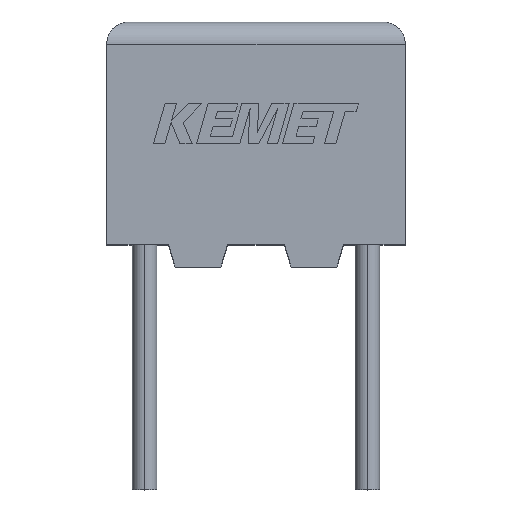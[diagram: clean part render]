
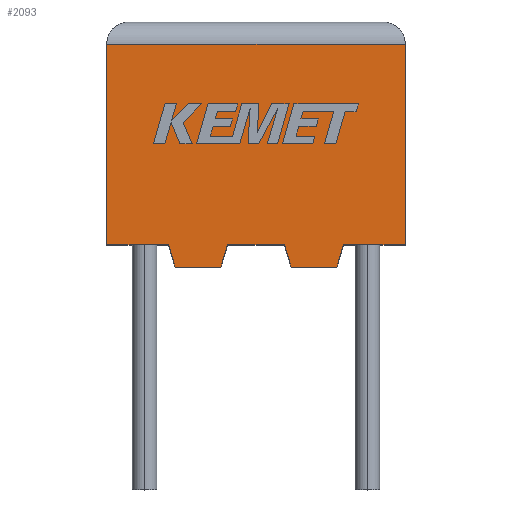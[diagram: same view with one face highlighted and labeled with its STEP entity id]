
A CAD part, top view. The second image highlights one B-rep face of the part: STEP entity #2093.
In plain terms, the highlighted planar face has unit normal (0, 0, 1).
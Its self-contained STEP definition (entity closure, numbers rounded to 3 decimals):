
#15 = ORIENTED_EDGE ( 'NONE', *, *, #1189, .T. ) ;
#61 = VECTOR ( 'NONE', #856, 1000. ) ;
#65 = LINE ( 'NONE', #3011, #332 ) ;
#75 = VERTEX_POINT ( 'NONE', #1806 ) ;
#76 = CARTESIAN_POINT ( 'NONE',  ( 0., 0., 4. ) ) ;
#134 = CARTESIAN_POINT ( 'NONE',  ( 0., 0., 4. ) ) ;
#137 = AXIS2_PLACEMENT_3D ( 'NONE', #469, #1430, #684 ) ;
#153 = DIRECTION ( 'NONE',  ( 1., 0., 0. ) ) ;
#222 = VECTOR ( 'NONE', #1907, 1000. ) ;
#236 = ORIENTED_EDGE ( 'NONE', *, *, #2413, .T. ) ;
#274 = VERTEX_POINT ( 'NONE', #1220 ) ;
#275 = VECTOR ( 'NONE', #1145, 1000. ) ;
#285 = DIRECTION ( 'NONE',  ( 1., 0., 0. ) ) ;
#301 = VERTEX_POINT ( 'NONE', #2502 ) ;
#332 = VECTOR ( 'NONE', #285, 1000. ) ;
#369 = LINE ( 'NONE', #2659, #61 ) ;
#379 = VERTEX_POINT ( 'NONE', #3231 ) ;
#381 = CARTESIAN_POINT ( 'NONE',  ( 2.561, -0.5, 4. ) ) ;
#469 = CARTESIAN_POINT ( 'NONE',  ( 0., 0., 4. ) ) ;
#472 = LINE ( 'NONE', #983, #1399 ) ;
#501 = EDGE_LOOP ( 'NONE', ( #236, #1236, #882, #828, #637, #3218, #1026, #542, #1644, #2144, #629, #15 ) ) ;
#505 = LINE ( 'NONE', #3187, #3052 ) ;
#532 = LINE ( 'NONE', #813, #1661 ) ;
#542 = ORIENTED_EDGE ( 'NONE', *, *, #1282, .T. ) ;
#549 = LINE ( 'NONE', #2122, #222 ) ;
#554 = CARTESIAN_POINT ( 'NONE',  ( 6.7, 0., 4. ) ) ;
#629 = ORIENTED_EDGE ( 'NONE', *, *, #2492, .F. ) ;
#637 = ORIENTED_EDGE ( 'NONE', *, *, #2764, .T. ) ;
#677 = VERTEX_POINT ( 'NONE', #381 ) ;
#684 = DIRECTION ( 'NONE',  ( -1., 0., 0. ) ) ;
#737 = DIRECTION ( 'NONE',  ( -1., 0., 0. ) ) ;
#788 = VERTEX_POINT ( 'NONE', #2856 ) ;
#813 = CARTESIAN_POINT ( 'NONE',  ( 4.139, -0.5, 4. ) ) ;
#828 = ORIENTED_EDGE ( 'NONE', *, *, #1919, .T. ) ;
#838 = LINE ( 'NONE', #134, #275 ) ;
#854 = EDGE_CURVE ( 'NONE', #274, #788, #369, .T. ) ;
#856 = DIRECTION ( 'NONE',  ( -1., 0., 0. ) ) ;
#882 = ORIENTED_EDGE ( 'NONE', *, *, #2066, .T. ) ;
#956 = FACE_OUTER_BOUND ( 'NONE', #501, .T. ) ;
#983 = CARTESIAN_POINT ( 'NONE',  ( 1.386, 0., 4. ) ) ;
#995 = DIRECTION ( 'NONE',  ( 0.287, -0.958, 0. ) ) ;
#1001 = EDGE_CURVE ( 'NONE', #677, #3058, #2463, .T. ) ;
#1026 = ORIENTED_EDGE ( 'NONE', *, *, #1001, .T. ) ;
#1074 = CARTESIAN_POINT ( 'NONE',  ( 0., 0., 4. ) ) ;
#1145 = DIRECTION ( 'NONE',  ( 0., -1., 0. ) ) ;
#1152 = VERTEX_POINT ( 'NONE', #1741 ) ;
#1180 = LINE ( 'NONE', #3220, #2747 ) ;
#1189 = EDGE_CURVE ( 'NONE', #301, #2629, #2331, .T. ) ;
#1220 = CARTESIAN_POINT ( 'NONE',  ( 5.164, -0.5, 4. ) ) ;
#1236 = ORIENTED_EDGE ( 'NONE', *, *, #1724, .T. ) ;
#1282 = EDGE_CURVE ( 'NONE', #3058, #1926, #1180, .T. ) ;
#1399 = VECTOR ( 'NONE', #995, 1000. ) ;
#1430 = DIRECTION ( 'NONE',  ( 0., 0., -1. ) ) ;
#1467 = DIRECTION ( 'NONE',  ( 0.287, 0.958, 0. ) ) ;
#1530 = LINE ( 'NONE', #1982, #2323 ) ;
#1582 = CARTESIAN_POINT ( 'NONE',  ( 1.386, 0., 4. ) ) ;
#1644 = ORIENTED_EDGE ( 'NONE', *, *, #2802, .F. ) ;
#1661 = VECTOR ( 'NONE', #1825, 1000. ) ;
#1724 = EDGE_CURVE ( 'NONE', #1152, #75, #505, .T. ) ;
#1730 = PLANE ( 'NONE',  #137 ) ;
#1741 = CARTESIAN_POINT ( 'NONE',  ( 6.7, 4.5, 4. ) ) ;
#1806 = CARTESIAN_POINT ( 'NONE',  ( 0., 4.5, 4. ) ) ;
#1825 = DIRECTION ( 'NONE',  ( -0.287, 0.958, 0. ) ) ;
#1830 = EDGE_CURVE ( 'NONE', #379, #677, #65, .T. ) ;
#1907 = DIRECTION ( 'NONE',  ( 1., 0., 0. ) ) ;
#1919 = EDGE_CURVE ( 'NONE', #2187, #2342, #549, .T. ) ;
#1926 = VERTEX_POINT ( 'NONE', #2151 ) ;
#1966 = CARTESIAN_POINT ( 'NONE',  ( 5.314, 0., 4. ) ) ;
#1982 = CARTESIAN_POINT ( 'NONE',  ( 6.7, 0., 4. ) ) ;
#2008 = VECTOR ( 'NONE', #1467, 1000. ) ;
#2066 = EDGE_CURVE ( 'NONE', #75, #2187, #838, .T. ) ;
#2093 = ADVANCED_FACE ( 'NONE', ( #956 ), #1730, .F. ) ;
#2122 = CARTESIAN_POINT ( 'NONE',  ( 0., 0., 4. ) ) ;
#2144 = ORIENTED_EDGE ( 'NONE', *, *, #854, .F. ) ;
#2151 = CARTESIAN_POINT ( 'NONE',  ( 3.989, 0., 4. ) ) ;
#2187 = VERTEX_POINT ( 'NONE', #1074 ) ;
#2323 = VECTOR ( 'NONE', #2999, 1000. ) ;
#2331 = LINE ( 'NONE', #76, #2477 ) ;
#2342 = VERTEX_POINT ( 'NONE', #1582 ) ;
#2413 = EDGE_CURVE ( 'NONE', #2629, #1152, #1530, .T. ) ;
#2463 = LINE ( 'NONE', #2956, #2008 ) ;
#2477 = VECTOR ( 'NONE', #2561, 1000. ) ;
#2492 = EDGE_CURVE ( 'NONE', #301, #274, #3206, .T. ) ;
#2502 = CARTESIAN_POINT ( 'NONE',  ( 5.314, 0., 4. ) ) ;
#2561 = DIRECTION ( 'NONE',  ( 1., 0., 0. ) ) ;
#2629 = VERTEX_POINT ( 'NONE', #554 ) ;
#2659 = CARTESIAN_POINT ( 'NONE',  ( 5.164, -0.5, 4. ) ) ;
#2747 = VECTOR ( 'NONE', #153, 1000. ) ;
#2764 = EDGE_CURVE ( 'NONE', #2342, #379, #472, .T. ) ;
#2802 = EDGE_CURVE ( 'NONE', #788, #1926, #532, .T. ) ;
#2825 = VECTOR ( 'NONE', #2977, 1000. ) ;
#2844 = CARTESIAN_POINT ( 'NONE',  ( 2.711, 0., 4. ) ) ;
#2856 = CARTESIAN_POINT ( 'NONE',  ( 4.139, -0.5, 4. ) ) ;
#2956 = CARTESIAN_POINT ( 'NONE',  ( 2.561, -0.5, 4. ) ) ;
#2977 = DIRECTION ( 'NONE',  ( -0.287, -0.958, 0. ) ) ;
#2999 = DIRECTION ( 'NONE',  ( 0., 1., 0. ) ) ;
#3011 = CARTESIAN_POINT ( 'NONE',  ( 1.536, -0.5, 4. ) ) ;
#3052 = VECTOR ( 'NONE', #737, 1000. ) ;
#3058 = VERTEX_POINT ( 'NONE', #2844 ) ;
#3187 = CARTESIAN_POINT ( 'NONE',  ( 0., 4.5, 4. ) ) ;
#3206 = LINE ( 'NONE', #1966, #2825 ) ;
#3218 = ORIENTED_EDGE ( 'NONE', *, *, #1830, .T. ) ;
#3220 = CARTESIAN_POINT ( 'NONE',  ( 0., 0., 4. ) ) ;
#3231 = CARTESIAN_POINT ( 'NONE',  ( 1.536, -0.5, 4. ) ) ;
